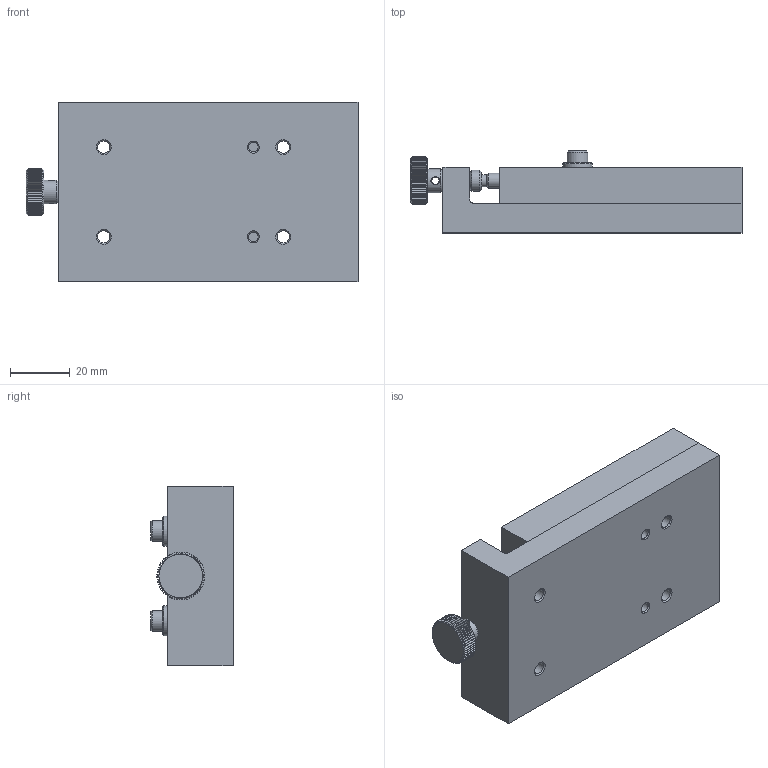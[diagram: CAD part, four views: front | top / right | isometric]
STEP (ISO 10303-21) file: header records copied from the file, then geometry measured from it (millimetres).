
FILE_DESCRIPTION (( 'STEP AP203' ), '1' );
FILE_NAME ('528992.STEP', '2024-11-12T01:38:07', ( 'Windows User' ), ( 'P R C' ), 'SwSTEP 2.0', 'SolidWorks 2020', '' );
FILE_SCHEMA (( 'CONFIG_CONTROL_DESIGN' ));
Length unit declared in the file: millimetre
Products named in the file (1): 528992
Bounding box: 111 x 27.5 x 60 mm (x, y, z)
Volume: 119530.9 mm3; surface area: 37426.6 mm2
Topology: 5 solids, 5 shells, 421 faces, 932 edges, 539 vertices
Faces by surface type: plane 180, cone 143, cylinder 96, bspline 2
Full cylindrical faces by diameter (mm): 2.459 x1, 3.242 x6, 4 x1, 4.134 x5, 4.5 x2, 5 x3, 5.5 x1, 7 x3, 7.5 x6, 8 x1, 10 x2
Entity records: 11544 total; most frequent: CARTESIAN_POINT 2747, DIRECTION 1793, ORIENTED_EDGE 1728, EDGE_CURVE 864, AXIS2_PLACEMENT_3D 753, EDGE_LOOP 527, VERTEX_POINT 525, FACE_OUTER_BOUND 452
